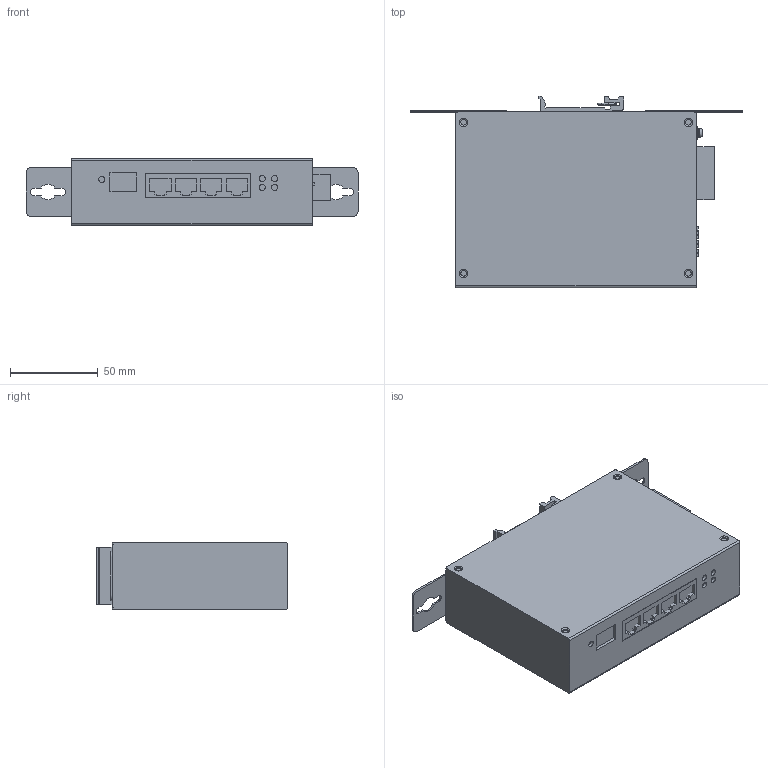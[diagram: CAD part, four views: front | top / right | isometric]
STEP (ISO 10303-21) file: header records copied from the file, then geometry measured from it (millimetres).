
FILE_DESCRIPTION((''),'2;1');
FILE_NAME('ASM0001_ASM_59_ASM_2_ASM','2022-05-16T',('tp-link'),(''),'PRO/ENGINEER BY PARAMETRIC TECHNOLOGY CORPORATION, 2013230','PRO/ENGINEER BY PARAMETRIC TECHNOLOGY CORPORATION, 2013230','');
FILE_SCHEMA(('AUTOMOTIVE_DESIGN { 1 0 10303 214 1 1 1 1 }'));
Length unit declared in the file: millimetre
Products named in the file (12): TOP_51_2; TOP-ASM_ASM_5_ASM_2_ASM; PCB_14_1; PWC3_1_1; RJ45_1X4_2_1; 1X7BOMAKAIGUAN_1_1; 1X6DUANZITAI_10_1; 1X6DUANZITAI_MUZUO_4_1; GUAQIANGJIAN_20_1; DAOGUIKAKOU_38_3_1; ZUHELUODING_8_1; ASM0001_ASM_59_ASM_2_ASM
Assembly tree (12 placements, depth 3):
  ASM0001_ASM_59_ASM_2_ASM
    TOP-ASM_ASM_5_ASM_2_ASM
      TOP_51_2
    PCB_14_1
    PWC3_1_1
    RJ45_1X4_2_1
    1X7BOMAKAIGUAN_1_1
    1X6DUANZITAI_10_1
    1X6DUANZITAI_MUZUO_4_1
    GUAQIANGJIAN_20_1  x2
    DAOGUIKAKOU_38_3_1
    ZUHELUODING_8_1
Bounding box: 189 x 109.07 x 38 mm (x, y, z)
Volume: 549876.4 mm3; surface area: 97294.4 mm2
Topology: 11 solids, 11 shells, 793 faces, 2035 edges, 1340 vertices
Faces by surface type: plane 533, cylinder 205, cone 40, torus 7, sphere 6, bspline 2
Entity records: 24259 total; most frequent: CARTESIAN_POINT 4222, DIRECTION 3905, ORIENTED_EDGE 3818, EDGE_CURVE 1909, VECTOR 1413, LINE 1413, VERTEX_POINT 1256, AXIS2_PLACEMENT_3D 1246
